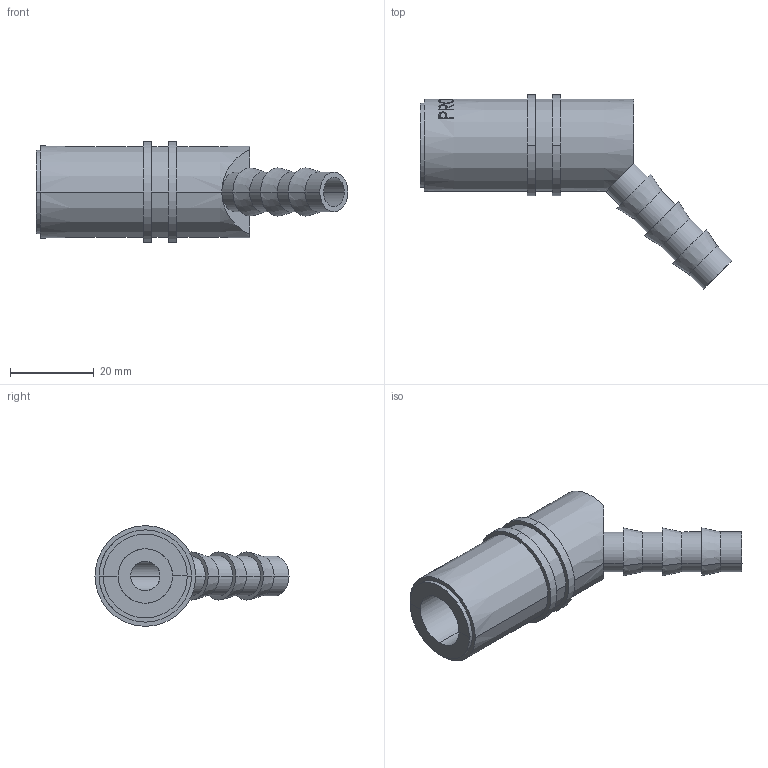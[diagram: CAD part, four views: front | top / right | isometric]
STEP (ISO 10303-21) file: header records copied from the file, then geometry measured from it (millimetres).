
FILE_DESCRIPTION (( 'STEP AP203' ), '1' );
FILE_NAME ('c0f5.STEP', '2026-02-20T13:26:47', ( '' ), ( '' ), 'SwSTEP 2.0', 'SolidWorks 2019', '' );
FILE_SCHEMA (( 'CONFIG_CONTROL_DESIGN' ));
Length unit declared in the file: millimetre
Products named in the file (1): c0f5
Bounding box: 74.37 x 46.26 x 24 mm (x, y, z)
Volume: 17643.9 mm3; surface area: 8380.1 mm2
Topology: 3 solids, 3 shells, 132 faces, 327 edges, 210 vertices
Faces by surface type: bspline 70, cone 29, cylinder 22, plane 11
Entity records: 8105 total; most frequent: CARTESIAN_POINT 5537, ORIENTED_EDGE 650, EDGE_CURVE 325, DIRECTION 265, B_SPLINE_CURVE_WITH_KNOTS 230, VERTEX_POINT 210, EDGE_LOOP 149, FACE_OUTER_BOUND 132
